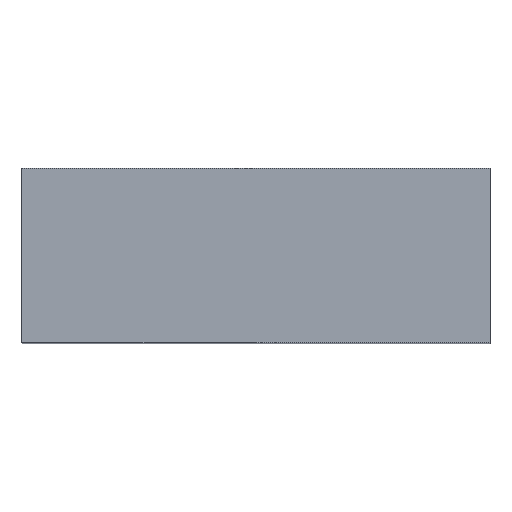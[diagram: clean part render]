
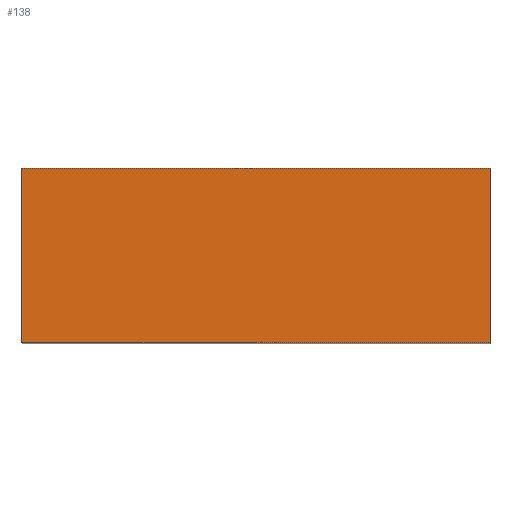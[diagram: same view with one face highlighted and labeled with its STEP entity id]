
A CAD part, top view. The second image highlights one B-rep face of the part: STEP entity #138.
In plain terms, the highlighted planar face has unit normal (0, 0, 1).
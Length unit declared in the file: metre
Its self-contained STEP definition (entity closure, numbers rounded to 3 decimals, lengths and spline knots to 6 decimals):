
#18=ORIENTED_EDGE('',*,*,#50,.F.);
#19=ORIENTED_EDGE('',*,*,#51,.F.);
#20=ORIENTED_EDGE('',*,*,#52,.T.);
#21=ORIENTED_EDGE('',*,*,#53,.T.);
#50=EDGE_CURVE('',#66,#67,#78,.T.);
#51=EDGE_CURVE('',#68,#66,#79,.T.);
#52=EDGE_CURVE('',#68,#69,#80,.T.);
#53=EDGE_CURVE('',#69,#67,#81,.T.);
#66=VERTEX_POINT('',#222);
#67=VERTEX_POINT('',#223);
#68=VERTEX_POINT('',#225);
#69=VERTEX_POINT('',#227);
#78=LINE('',#221,#90);
#79=LINE('',#224,#91);
#80=LINE('',#226,#92);
#81=LINE('',#228,#93);
#90=VECTOR('',#181,1.);
#91=VECTOR('',#182,1.);
#92=VECTOR('',#183,1.);
#93=VECTOR('',#184,1.);
#102=EDGE_LOOP('',(#18,#19,#20,#21));
#116=FACE_BOUND('',#102,.T.);
#130=PLANE('',#163);
#138=ADVANCED_FACE('',(#116),#130,.T.);
#163=AXIS2_PLACEMENT_3D('',#220,#179,#180);
#179=DIRECTION('',(0.,0.,1.));
#180=DIRECTION('',(1.,0.,0.));
#181=DIRECTION('',(1.,0.,0.));
#182=DIRECTION('',(0.,1.,0.));
#183=DIRECTION('',(1.,0.,0.));
#184=DIRECTION('',(0.,1.,0.));
#220=CARTESIAN_POINT('',(0.002285,-0.0017,0.));
#221=CARTESIAN_POINT('',(0.002285,0.,0.));
#222=CARTESIAN_POINT('',(0.,0.,0.));
#223=CARTESIAN_POINT('',(0.00457,0.,0.));
#224=CARTESIAN_POINT('',(0.,-0.0017,0.));
#225=CARTESIAN_POINT('',(0.,-0.0017,0.));
#226=CARTESIAN_POINT('',(0.002285,-0.0017,0.));
#227=CARTESIAN_POINT('',(0.00457,-0.0017,0.));
#228=CARTESIAN_POINT('',(0.00457,-0.0017,0.));
